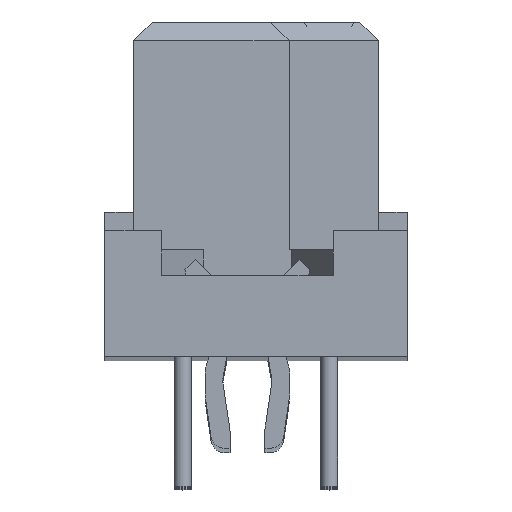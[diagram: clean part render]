
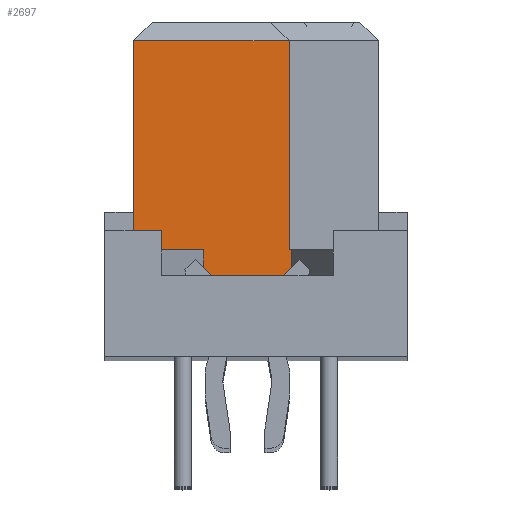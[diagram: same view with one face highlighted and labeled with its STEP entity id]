
A CAD part, top view. The second image highlights one B-rep face of the part: STEP entity #2697.
In plain terms, the highlighted planar face has unit normal (0, 0, 1).
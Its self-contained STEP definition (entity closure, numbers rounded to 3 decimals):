
#2044=PLANE('',#8620);
#2345=FACE_OUTER_BOUND('',#3328,.T.);
#2697=ADVANCED_FACE('',(#2345),#2044,.T.);
#3328=EDGE_LOOP('',(#6106,#6107,#6108,#6109,#6110,#6111,#6112,#6113));
#4062=LINE('',#11692,#4746);
#4072=LINE('',#11712,#4756);
#4111=LINE('',#11785,#4795);
#4113=LINE('',#11789,#4797);
#4116=LINE('',#11794,#4800);
#4117=LINE('',#11796,#4801);
#4118=LINE('',#11798,#4802);
#4119=LINE('',#11800,#4803);
#4746=VECTOR('',#9925,1.);
#4756=VECTOR('',#9943,1.);
#4795=VECTOR('',#10012,1.);
#4797=VECTOR('',#10016,1.);
#4800=VECTOR('',#10021,1.);
#4801=VECTOR('',#10024,1.);
#4802=VECTOR('',#10025,1.);
#4803=VECTOR('',#10026,1.);
#6106=ORIENTED_EDGE('',*,*,#7766,.T.);
#6107=ORIENTED_EDGE('',*,*,#7767,.T.);
#6108=ORIENTED_EDGE('',*,*,#7768,.T.);
#6109=ORIENTED_EDGE('',*,*,#7769,.T.);
#6110=ORIENTED_EDGE('',*,*,#7712,.T.);
#6111=ORIENTED_EDGE('',*,*,#7722,.F.);
#6112=ORIENTED_EDGE('',*,*,#7761,.F.);
#6113=ORIENTED_EDGE('',*,*,#7763,.T.);
#6993=VERTEX_POINT('',#11693);
#6994=VERTEX_POINT('',#11694);
#6998=VERTEX_POINT('',#11711);
#7017=VERTEX_POINT('',#11784);
#7018=VERTEX_POINT('',#11788);
#7019=VERTEX_POINT('',#11793);
#7020=VERTEX_POINT('',#11797);
#7021=VERTEX_POINT('',#11799);
#7712=EDGE_CURVE('',#6993,#6994,#4062,.T.);
#7722=EDGE_CURVE('',#6998,#6994,#4072,.T.);
#7761=EDGE_CURVE('',#7017,#6998,#4111,.T.);
#7763=EDGE_CURVE('',#7017,#7018,#4113,.T.);
#7766=EDGE_CURVE('',#7018,#7019,#4116,.T.);
#7767=EDGE_CURVE('',#7019,#7020,#4117,.T.);
#7768=EDGE_CURVE('',#7020,#7021,#4118,.T.);
#7769=EDGE_CURVE('',#7021,#6993,#4119,.T.);
#8620=AXIS2_PLACEMENT_3D('',#11801,#10027,#10028);
#9925=DIRECTION('',(0.,1.,0.));
#9943=DIRECTION('',(1.,0.,0.));
#10012=DIRECTION('',(0.,1.,0.));
#10016=DIRECTION('',(1.,0.,0.));
#10021=DIRECTION('',(0.,-1.,0.));
#10024=DIRECTION('',(1.,0.,0.));
#10025=DIRECTION('',(0.,1.,0.));
#10026=DIRECTION('',(-1.,0.,0.));
#10027=DIRECTION('',(0.,0.,1.));
#10028=DIRECTION('',(0.,-1.,0.));
#11692=CARTESIAN_POINT('',(6.4,3.7,89.95));
#11693=CARTESIAN_POINT('',(6.4,3.7,89.95));
#11694=CARTESIAN_POINT('',(6.4,10.95,89.95));
#11711=CARTESIAN_POINT('',(1.,10.95,89.95));
#11712=CARTESIAN_POINT('',(1.,10.95,89.95));
#11784=CARTESIAN_POINT('',(1.,3.7,89.95));
#11785=CARTESIAN_POINT('',(1.,3.7,89.95));
#11788=CARTESIAN_POINT('',(3.418,3.7,89.95));
#11789=CARTESIAN_POINT('',(1.,3.7,89.95));
#11793=CARTESIAN_POINT('',(3.418,2.8,89.95));
#11794=CARTESIAN_POINT('',(3.418,3.7,89.95));
#11796=CARTESIAN_POINT('',(3.418,2.8,89.95));
#11797=CARTESIAN_POINT('',(6.482,2.8,89.95));
#11798=CARTESIAN_POINT('',(6.482,2.8,89.95));
#11799=CARTESIAN_POINT('',(6.482,3.7,89.95));
#11800=CARTESIAN_POINT('',(6.482,3.7,89.95));
#11801=CARTESIAN_POINT('',(0.89,11.05,89.95));
